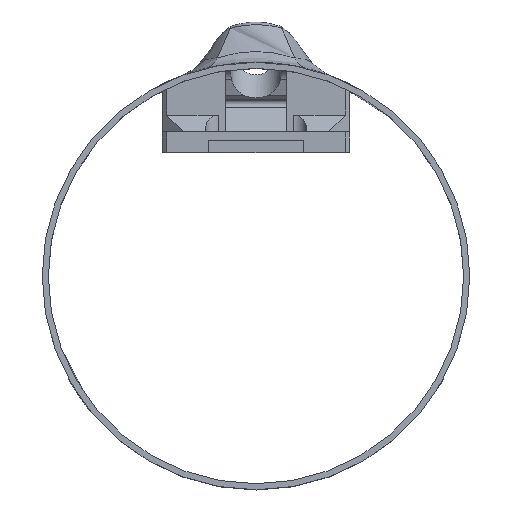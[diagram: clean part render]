
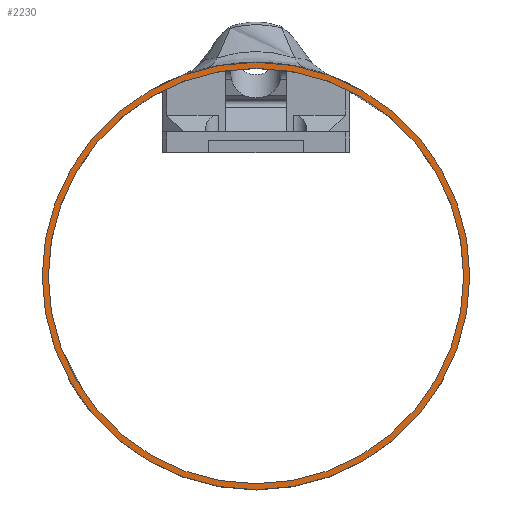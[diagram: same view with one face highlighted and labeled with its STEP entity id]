
A CAD part, top view. The second image highlights one B-rep face of the part: STEP entity #2230.
In plain terms, the highlighted planar face has unit normal (0, 0, 1).
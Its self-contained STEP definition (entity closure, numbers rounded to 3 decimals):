
#501=FACE_BOUND('',#836,.T.);
#550=PLANE('',#2435);
#695=FACE_OUTER_BOUND('',#835,.T.);
#835=EDGE_LOOP('',(#2112));
#836=EDGE_LOOP('',(#2113));
#896=CIRCLE('',#2428,49.5);
#899=CIRCLE('',#2434,50.95);
#1113=VERTEX_POINT('',#5158);
#1120=VERTEX_POINT('',#5349);
#1439=EDGE_CURVE('',#1113,#1113,#896,.T.);
#1450=EDGE_CURVE('',#1120,#1120,#899,.T.);
#2112=ORIENTED_EDGE('',*,*,#1450,.T.);
#2113=ORIENTED_EDGE('',*,*,#1439,.T.);
#2230=ADVANCED_FACE('',(#695,#501),#550,.T.);
#2428=AXIS2_PLACEMENT_3D('',#5159,#2945,#2946);
#2434=AXIS2_PLACEMENT_3D('',#5350,#2960,#2961);
#2435=AXIS2_PLACEMENT_3D('',#5352,#2963,#2964);
#2945=DIRECTION('center_axis',(0.,0.,-1.));
#2946=DIRECTION('ref_axis',(1.,0.,0.));
#2960=DIRECTION('center_axis',(0.,0.,1.));
#2961=DIRECTION('ref_axis',(1.,0.,0.));
#2963=DIRECTION('center_axis',(0.,0.,1.));
#2964=DIRECTION('ref_axis',(1.,0.,0.));
#5158=CARTESIAN_POINT('',(-49.5,0.,-87.));
#5159=CARTESIAN_POINT('Origin',(0.,0.,-87.));
#5349=CARTESIAN_POINT('',(-50.95,0.,-87.));
#5350=CARTESIAN_POINT('Origin',(0.,0.,-87.));
#5352=CARTESIAN_POINT('Origin',(0.,0.,-87.));
